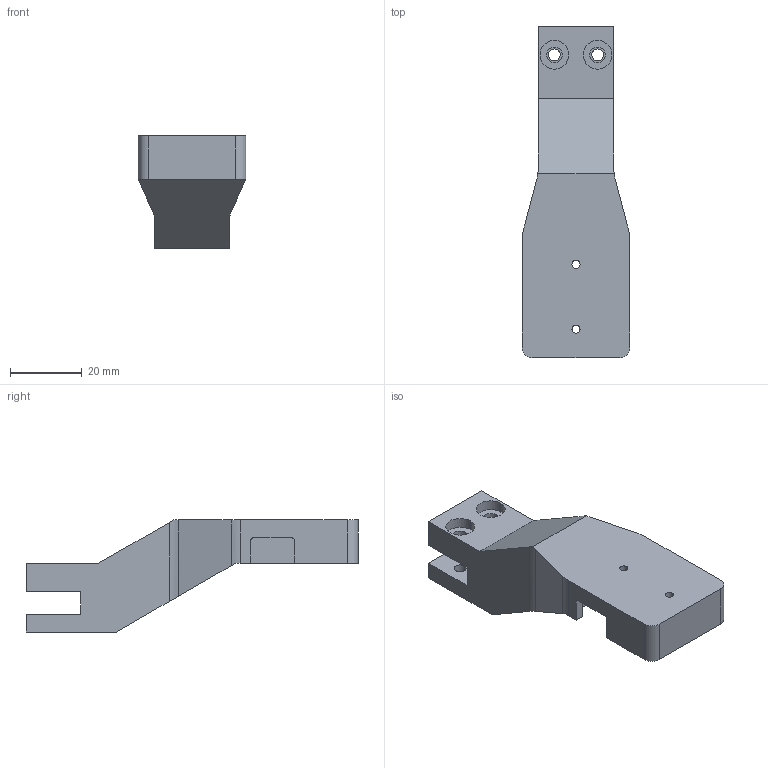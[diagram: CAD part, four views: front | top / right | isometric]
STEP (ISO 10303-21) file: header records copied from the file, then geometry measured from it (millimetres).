
FILE_DESCRIPTION((''),'2;1');
FILE_NAME('GSP-R2D-00029','2022-10-24T16:11:23',('gelsight'),('Gelsight'),'CREO PARAMETRIC BY PTC INC, 2022073','CREO PARAMETRIC BY PTC INC, 2022073','');
FILE_SCHEMA(('CONFIG_CONTROL_DESIGN'));
Length unit declared in the file: millimetre
Products named in the file (1): GSP-R2D-00029
Bounding box: 30 x 92.25 x 31.15 mm (x, y, z)
Volume: 26886.4 mm3; surface area: 10209.3 mm2
Topology: 1 solids, 1 shells, 68 faces, 186 edges, 124 vertices
Faces by surface type: plane 38, cylinder 30
Entity records: 2233 total; most frequent: CARTESIAN_POINT 393, DIRECTION 374, ORIENTED_EDGE 372, EDGE_CURVE 186, AXIS2_PLACEMENT_3D 126, VERTEX_POINT 124, VECTOR 122, LINE 122
